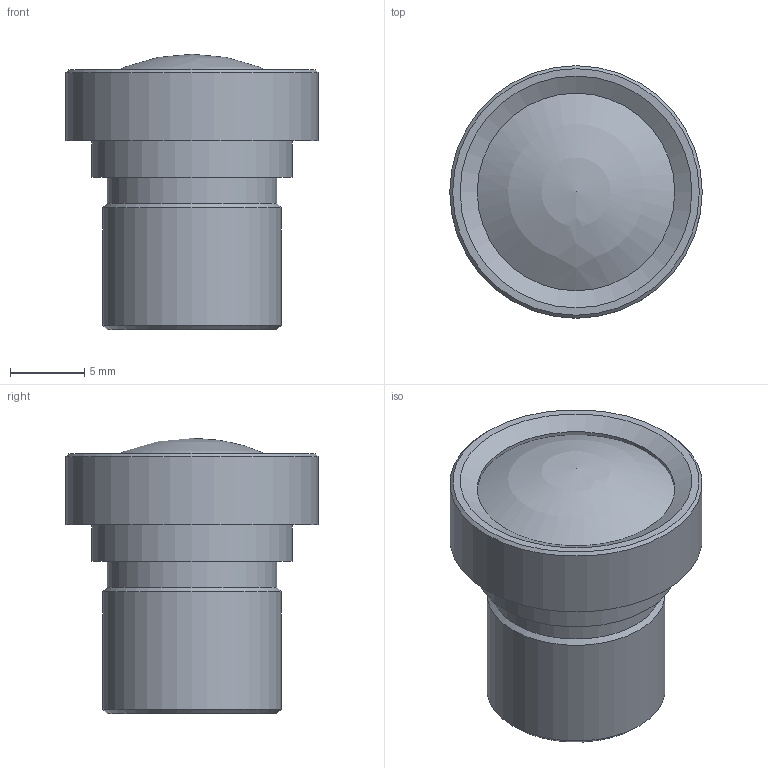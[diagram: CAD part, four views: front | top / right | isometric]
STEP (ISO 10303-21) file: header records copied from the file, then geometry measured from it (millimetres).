
FILE_DESCRIPTION(/* description */ (''),/* implementation_level */ '2;1');
FILE_NAME(/* name */ 'CIL034-F2.7-M12ANIR v3.stp',/* time_stamp */ '2022-11-01T09:57:52-07:00',/* author */ ('MaxHenkart'),/* organization */ (''),/* preprocessor_version */ 'ST-DEVELOPER v19',/* originating_system */ 'Autodesk Inventor 2023',/* authorisation */ '');
FILE_SCHEMA (('AUTOMOTIVE_DESIGN { 1 0 10303 214 3 1 1 }'));
Length unit declared in the file: millimetre
Products named in the file (2): CIL034-F2.7-M12ANIR v3; CIL034-F2.7-M12ANIR
Assembly tree (1 placements, depth 2):
  CIL034-F2.7-M12ANIR v3
    CIL034-F2.7-M12ANIR
Bounding box: 17 x 17 x 18.55 mm (x, y, z)
Volume: 2480.3 mm3; surface area: 1319.3 mm2
Topology: 1 solids, 1 shells, 27 faces, 56 edges, 35 vertices
Faces by surface type: cylinder 8, plane 7, cone 7, torus 2, bspline 2, sphere 1
Full cylindrical faces by diameter (mm): 6.6 x1, 10.8 x1, 11.4 x1, 12 x1, 13.3 x1, 13.5 x1, 14.9 x1, 17 x1
Entity records: 1026 total; most frequent: CARTESIAN_POINT 370, DIRECTION 143, ORIENTED_EDGE 106, AXIS2_PLACEMENT_3D 64, EDGE_CURVE 53, CIRCLE 36, VERTEX_POINT 35, EDGE_LOOP 34
